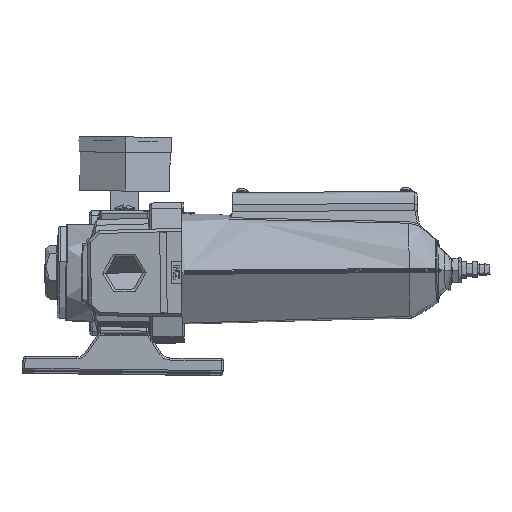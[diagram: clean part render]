
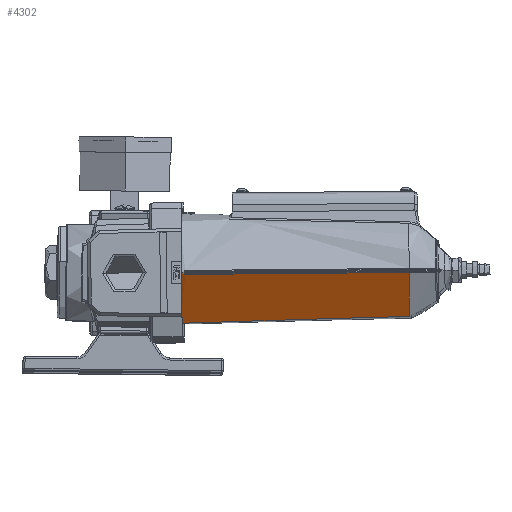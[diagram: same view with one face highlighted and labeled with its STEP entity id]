
A CAD part, left-side view. The second image highlights one B-rep face of the part: STEP entity #4302.
In plain terms, the highlighted conical face has half-angle 1.5 degrees and reference radius 29.259 mm.
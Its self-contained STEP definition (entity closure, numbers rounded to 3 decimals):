
#39 = EDGE_CURVE ( 'NONE', #31539, #95314, #117231, .T. ) ;
#4302 = ADVANCED_FACE ( 'NONE', ( #78454 ), #70169, .T. ) ;
#5799 = AXIS2_PLACEMENT_3D ( 'NONE', #73379, #165077, #86581 ) ;
#6932 = VERTEX_POINT ( 'NONE', #117060 ) ;
#7007 = DIRECTION ( 'NONE',  ( 0., 0., 1. ) ) ;
#9817 = EDGE_LOOP ( 'NONE', ( #97999, #138670, #45154, #43328, #41699, #131918, #83457, #67662, #92917, #147244, #20289 ) ) ;
#11063 = CARTESIAN_POINT ( 'NONE',  ( 29.203, 0.497, 65.651 ) ) ;
#14441 = CARTESIAN_POINT ( 'NONE',  ( 29.207, 0.165, 65.648 ) ) ;
#19511 = CARTESIAN_POINT ( 'NONE',  ( 28.68, 1., 46.192 ) ) ;
#20289 = ORIENTED_EDGE ( 'NONE', *, *, #85366, .T. ) ;
#24307 = CARTESIAN_POINT ( 'NONE',  ( -29.196, 0.759, 65.598 ) ) ;
#24622 = B_SPLINE_CURVE_WITH_KNOTS ( 'NONE', 3,
 ( #120044, #14441, #133128, #54608 ),
 .UNSPECIFIED., .F., .F.,
 ( 4, 4 ),
 ( 0., 1. ),
 .UNSPECIFIED. ) ;
#25530 = DIRECTION ( 'NONE',  ( 0.026, 0., 1. ) ) ;
#27280 = AXIS2_PLACEMENT_3D ( 'NONE', #85610, #7007, #98774 ) ;
#30378 = B_SPLINE_CURVE_WITH_KNOTS ( 'NONE', 3,
 ( #141865, #62755, #102870, #24307, #116131, #37512 ),
 .UNSPECIFIED., .F., .F.,
 ( 4, 2, 4 ),
 ( 0., 0., 0.001 ),
 .UNSPECIFIED. ) ;
#31110 = CARTESIAN_POINT ( 'NONE',  ( -29.205, 0.33, 65.65 ) ) ;
#31539 = VERTEX_POINT ( 'NONE', #154962 ) ;
#32447 = CARTESIAN_POINT ( 'NONE',  ( -28.12, 1., 24.807 ) ) ;
#36774 = DIRECTION ( 'NONE',  ( -0.026, 0., 1. ) ) ;
#37080 = VECTOR ( 'NONE', #36774, 1000. ) ;
#37102 = EDGE_CURVE ( 'NONE', #40346, #58387, #129915, .T. ) ;
#37461 = CARTESIAN_POINT ( 'NONE',  ( 29.203, 0.499, 65.651 ) ) ;
#37512 = CARTESIAN_POINT ( 'NONE',  ( -29.203, 0.496, 65.651 ) ) ;
#40346 = VERTEX_POINT ( 'NONE', #159648 ) ;
#41699 = ORIENTED_EDGE ( 'NONE', *, *, #52937, .T. ) ;
#43328 = ORIENTED_EDGE ( 'NONE', *, *, #132300, .F. ) ;
#44330 = CARTESIAN_POINT ( 'NONE',  ( -29.203, 0.496, 65.651 ) ) ;
#45154 = ORIENTED_EDGE ( 'NONE', *, *, #70607, .T. ) ;
#45662 = CARTESIAN_POINT ( 'NONE',  ( -29.177, 1., 65.151 ) ) ;
#51622 = LINE ( 'NONE', #90915, #147965 ) ;
#52192 = CARTESIAN_POINT ( 'NONE',  ( -26.25, 1., -46.545 ) ) ;
#52937 = EDGE_CURVE ( 'NONE', #6932, #116453, #24622, .T. ) ;
#54608 = CARTESIAN_POINT ( 'NONE',  ( 29.203, 0.496, 65.651 ) ) ;
#54780 = CARTESIAN_POINT ( 'NONE',  ( 29.196, 0.761, 65.597 ) ) ;
#55325 = CARTESIAN_POINT ( 'NONE',  ( 0., 0., 67.634 ) ) ;
#55919 = CARTESIAN_POINT ( 'NONE',  ( 29.185, 0.946, 65.413 ) ) ;
#57809 = B_SPLINE_CURVE_WITH_KNOTS ( 'NONE', 3,
 ( #97839, #84687, #150012, #111069, #32447, #124273, #45662 ),
 .UNSPECIFIED., .F., .F.,
 ( 4, 3, 4 ),
 ( 0., 0.051, 0.112 ),
 .UNSPECIFIED. ) ;
#58387 = VERTEX_POINT ( 'NONE', #163712 ) ;
#58825 = CARTESIAN_POINT ( 'NONE',  ( -29.259, 0., 67.634 ) ) ;
#59118 = CARTESIAN_POINT ( 'NONE',  ( 27.686, 1., 8.273 ) ) ;
#62755 = CARTESIAN_POINT ( 'NONE',  ( -29.18, 1., 65.284 ) ) ;
#63205 = CARTESIAN_POINT ( 'NONE',  ( 29.203, 0.496, 65.651 ) ) ;
#67662 = ORIENTED_EDGE ( 'NONE', *, *, #95166, .T. ) ;
#68470 = DIRECTION ( 'NONE',  ( 1., 0., 0. ) ) ;
#69057 = CARTESIAN_POINT ( 'NONE',  ( 29.177, 1., 65.151 ) ) ;
#70169 = CONICAL_SURFACE ( 'NONE', #92614, 29.259, 0.026 ) ;
#70607 = EDGE_CURVE ( 'NONE', #110102, #130015, #131627, .T. ) ;
#70686 = CARTESIAN_POINT ( 'NONE',  ( -29.207, 0.165, 65.648 ) ) ;
#71681 = EDGE_CURVE ( 'NONE', #116453, #40346, #72517, .T. ) ;
#72277 = CARTESIAN_POINT ( 'NONE',  ( 26.729, 1., -28.272 ) ) ;
#72517 = B_SPLINE_CURVE_WITH_KNOTS ( 'NONE', 3,
 ( #102824, #11063, #37461, #129229 ),
 .UNSPECIFIED., .F., .F.,
 ( 4, 4 ),
 ( 0., 0. ),
 .UNSPECIFIED. ) ;
#73308 = EDGE_CURVE ( 'NONE', #95314, #151944, #57809, .T. ) ;
#73379 = CARTESIAN_POINT ( 'NONE',  ( 0., 0., 67.634 ) ) ;
#75198 = B_SPLINE_CURVE_WITH_KNOTS ( 'NONE', 3,
 ( #44330, #31110, #70686, #162400 ),
 .UNSPECIFIED., .F., .F.,
 ( 4, 4 ),
 ( 0., 1. ),
 .UNSPECIFIED. ) ;
#78454 = FACE_OUTER_BOUND ( 'NONE', #9817, .T. ) ;
#83457 = ORIENTED_EDGE ( 'NONE', *, *, #37102, .T. ) ;
#84687 = CARTESIAN_POINT ( 'NONE',  ( -26.697, 1., -29.485 ) ) ;
#85366 = EDGE_CURVE ( 'NONE', #151944, #169306, #30378, .T. ) ;
#85610 = CARTESIAN_POINT ( 'NONE',  ( 0., 0., -46.545 ) ) ;
#86581 = DIRECTION ( 'NONE',  ( 1., 0., 0. ) ) ;
#90915 = CARTESIAN_POINT ( 'NONE',  ( 29.259, 0., 67.634 ) ) ;
#91610 = EDGE_CURVE ( 'NONE', #117099, #110102, #137567, .T. ) ;
#92614 = AXIS2_PLACEMENT_3D ( 'NONE', #55325, #160203, #68470 ) ;
#92917 = ORIENTED_EDGE ( 'NONE', *, *, #39, .T. ) ;
#95166 = EDGE_CURVE ( 'NONE', #58387, #31539, #99474, .T. ) ;
#95314 = VERTEX_POINT ( 'NONE', #52192 ) ;
#97839 = CARTESIAN_POINT ( 'NONE',  ( -26.25, 1., -46.545 ) ) ;
#97999 = ORIENTED_EDGE ( 'NONE', *, *, #159817, .T. ) ;
#98774 = DIRECTION ( 'NONE',  ( 1., 0., 0. ) ) ;
#99474 = B_SPLINE_CURVE_WITH_KNOTS ( 'NONE', 3,
 ( #111303, #19511, #137639, #59118, #150792, #72277, #163974 ),
 .UNSPECIFIED., .F., .F.,
 ( 4, 3, 4 ),
 ( 0., 0.057, 0.112 ),
 .UNSPECIFIED. ) ;
#102824 = CARTESIAN_POINT ( 'NONE',  ( 29.203, 0.496, 65.651 ) ) ;
#102870 = CARTESIAN_POINT ( 'NONE',  ( -29.185, 0.945, 65.414 ) ) ;
#108713 = CARTESIAN_POINT ( 'NONE',  ( -29.203, 0.496, 65.651 ) ) ;
#110102 = VERTEX_POINT ( 'NONE', #58825 ) ;
#111069 = CARTESIAN_POINT ( 'NONE',  ( -27.591, 1., 4.635 ) ) ;
#111303 = CARTESIAN_POINT ( 'NONE',  ( 29.177, 1., 65.151 ) ) ;
#115394 = CARTESIAN_POINT ( 'NONE',  ( -29.259, 0., 67.634 ) ) ;
#116131 = CARTESIAN_POINT ( 'NONE',  ( -29.2, 0.628, 65.652 ) ) ;
#116453 = VERTEX_POINT ( 'NONE', #63205 ) ;
#117060 = CARTESIAN_POINT ( 'NONE',  ( 29.207, 0., 65.647 ) ) ;
#117099 = VERTEX_POINT ( 'NONE', #147704 ) ;
#117231 = CIRCLE ( 'NONE', #27280, 26.269 ) ;
#120044 = CARTESIAN_POINT ( 'NONE',  ( 29.207, 0., 65.647 ) ) ;
#121329 = CARTESIAN_POINT ( 'NONE',  ( 29.2, 0.632, 65.651 ) ) ;
#124273 = CARTESIAN_POINT ( 'NONE',  ( -28.648, 1., 44.979 ) ) ;
#125180 = CARTESIAN_POINT ( 'NONE',  ( -29.177, 1., 65.151 ) ) ;
#129229 = CARTESIAN_POINT ( 'NONE',  ( 29.203, 0.5, 65.651 ) ) ;
#129915 = B_SPLINE_CURVE_WITH_KNOTS ( 'NONE', 3,
 ( #134429, #121329, #54780, #55919, #147597, #69057 ),
 .UNSPECIFIED., .F., .F.,
 ( 4, 2, 4 ),
 ( 0., 0., 0.001 ),
 .UNSPECIFIED. ) ;
#130015 = VERTEX_POINT ( 'NONE', #139509 ) ;
#131627 = CIRCLE ( 'NONE', #5799, 29.259 ) ;
#131918 = ORIENTED_EDGE ( 'NONE', *, *, #71681, .T. ) ;
#132300 = EDGE_CURVE ( 'NONE', #6932, #130015, #51622, .T. ) ;
#133128 = CARTESIAN_POINT ( 'NONE',  ( 29.205, 0.33, 65.65 ) ) ;
#134429 = CARTESIAN_POINT ( 'NONE',  ( 29.203, 0.5, 65.651 ) ) ;
#137567 = LINE ( 'NONE', #115394, #37080 ) ;
#137639 = CARTESIAN_POINT ( 'NONE',  ( 28.183, 1., 27.232 ) ) ;
#138670 = ORIENTED_EDGE ( 'NONE', *, *, #91610, .T. ) ;
#139509 = CARTESIAN_POINT ( 'NONE',  ( 29.259, 0., 67.634 ) ) ;
#141865 = CARTESIAN_POINT ( 'NONE',  ( -29.177, 1., 65.151 ) ) ;
#147244 = ORIENTED_EDGE ( 'NONE', *, *, #73308, .T. ) ;
#147597 = CARTESIAN_POINT ( 'NONE',  ( 29.18, 1., 65.283 ) ) ;
#147704 = CARTESIAN_POINT ( 'NONE',  ( -29.207, 0., 65.647 ) ) ;
#147965 = VECTOR ( 'NONE', #25530, 1000. ) ;
#150012 = CARTESIAN_POINT ( 'NONE',  ( -27.144, 1., -12.425 ) ) ;
#150792 = CARTESIAN_POINT ( 'NONE',  ( 27.207, 1., -10. ) ) ;
#151944 = VERTEX_POINT ( 'NONE', #125180 ) ;
#154962 = CARTESIAN_POINT ( 'NONE',  ( 26.25, 1., -46.545 ) ) ;
#159648 = CARTESIAN_POINT ( 'NONE',  ( 29.203, 0.5, 65.651 ) ) ;
#159817 = EDGE_CURVE ( 'NONE', #169306, #117099, #75198, .T. ) ;
#160203 = DIRECTION ( 'NONE',  ( 0., 0., 1. ) ) ;
#162400 = CARTESIAN_POINT ( 'NONE',  ( -29.207, 0., 65.647 ) ) ;
#163712 = CARTESIAN_POINT ( 'NONE',  ( 29.177, 1., 65.151 ) ) ;
#163974 = CARTESIAN_POINT ( 'NONE',  ( 26.25, 1., -46.545 ) ) ;
#165077 = DIRECTION ( 'NONE',  ( 0., 0., -1. ) ) ;
#169306 = VERTEX_POINT ( 'NONE', #108713 ) ;
